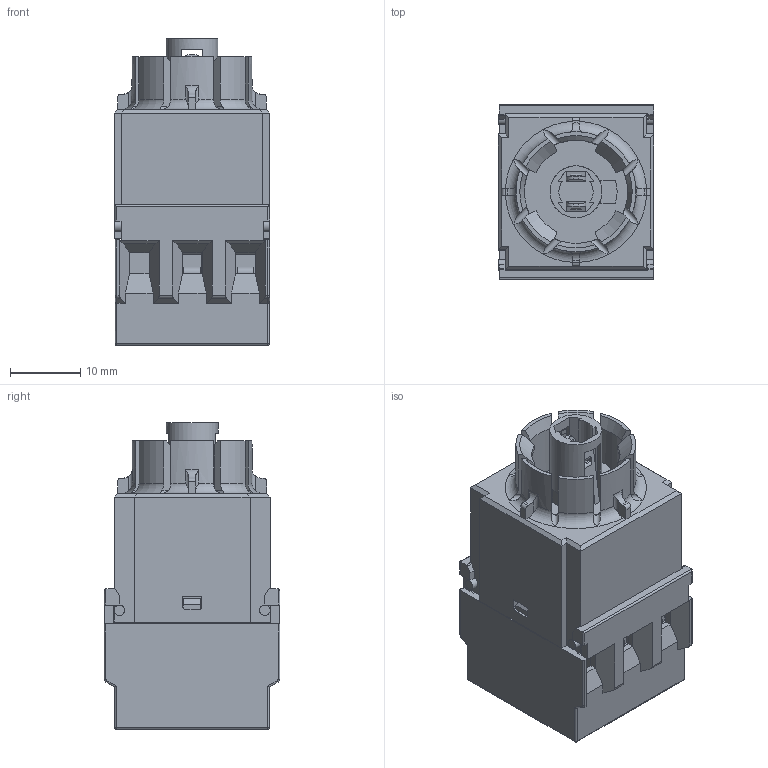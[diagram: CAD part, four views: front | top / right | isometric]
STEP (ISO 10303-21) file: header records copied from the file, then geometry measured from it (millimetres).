
FILE_DESCRIPTION(/* description */ (''),/* implementation_level */ '2;1');
FILE_NAME(/* name */ 'BZLO5K.stp',/* time_stamp */ '2022-09-09T08:51:51+02:00',/* author */ ('kscharfenort'),/* organization */ (''),/* preprocessor_version */ 'ST-DEVELOPER v17.2',/* originating_system */ 'Autodesk Inventor 2019',/* authorisation */ '');
FILE_SCHEMA (('AUTOMOTIVE_DESIGN { 1 0 10303 214 3 1 1 }'));
Products named in the file (1): BZLO5K_vereinfacht
Bounding box: 22.2 x 25 x 43.66 mm (x, y, z)
Volume: 13684 mm3; surface area: 12410.7 mm2
Topology: 1 solids, 2 shells, 1570 faces, 4553 edges, 2932 vertices
Faces by surface type: plane 960, cylinder 302, bspline 236, torus 34, cone 30, sphere 8
Full cylindrical faces by diameter (mm): 1.3 x2, 1.5 x4, 1.7 x4, 1.9 x4, 2.013 x4, 2.5 x36, 2.8 x4, 4 x6, 7.4 x1, 14.7 x1
Entity records: 63832 total; most frequent: CARTESIAN_POINT 24505, ORIENTED_EDGE 9092, DIRECTION 6841, EDGE_CURVE 4546, LINE 2993, VECTOR 2993, VERTEX_POINT 2932, AXIS2_PLACEMENT_3D 1924
